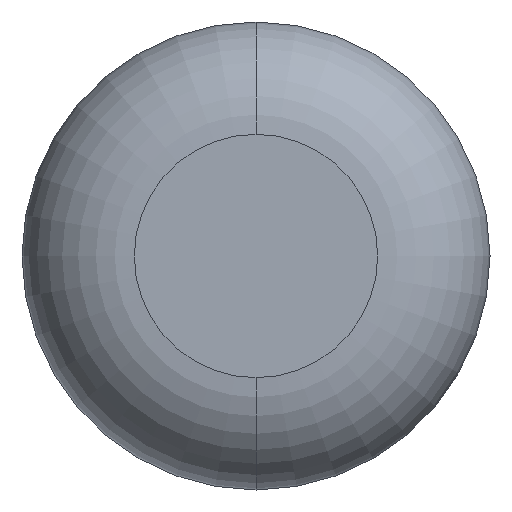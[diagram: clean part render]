
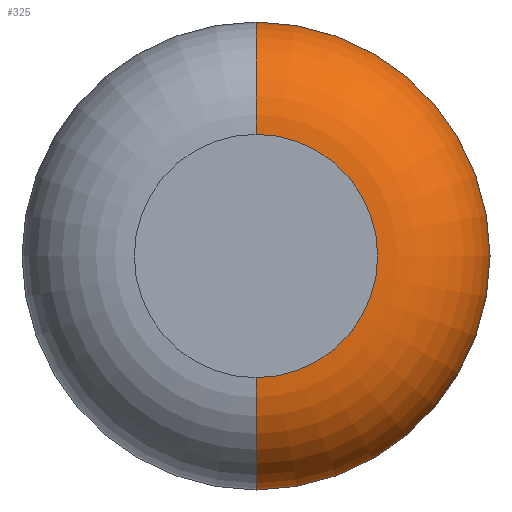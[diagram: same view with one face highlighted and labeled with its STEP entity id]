
A CAD part, front view. The second image highlights one B-rep face of the part: STEP entity #325.
In plain terms, the highlighted toroidal (fillet/blend) face has major radius 2.477 mm and minor radius 2.286 mm.
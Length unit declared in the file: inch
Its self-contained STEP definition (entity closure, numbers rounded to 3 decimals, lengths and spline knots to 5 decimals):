
#8 = AXIS2_PLACEMENT_3D ( 'NONE', #22, #177, #299 ) ;
#19 = DIRECTION ( 'NONE',  ( -1., 0., 0. ) ) ;
#21 = CARTESIAN_POINT ( 'NONE',  ( 0., 0.09, 0.1875 ) ) ;
#22 = CARTESIAN_POINT ( 'NONE',  ( 0., 0.09, 0.0975 ) ) ;
#28 = DIRECTION ( 'NONE',  ( 0., 0., -1. ) ) ;
#30 = AXIS2_PLACEMENT_3D ( 'NONE', #163, #19, #262 ) ;
#32 = ORIENTED_EDGE ( 'NONE', *, *, #329, .F. ) ;
#46 = CIRCLE ( 'NONE', #268, 0.1875 ) ;
#54 = EDGE_CURVE ( 'NONE', #179, #270, #46, .T. ) ;
#95 = DIRECTION ( 'NONE',  ( 0., 0., -1. ) ) ;
#104 = CARTESIAN_POINT ( 'NONE',  ( 0., 0., 0. ) ) ;
#109 = DIRECTION ( 'NONE',  ( 0., -1., 0. ) ) ;
#123 = CARTESIAN_POINT ( 'NONE',  ( 0., 0.09, 0. ) ) ;
#130 = DIRECTION ( 'NONE',  ( 0., -1., 0. ) ) ;
#140 = CARTESIAN_POINT ( 'NONE',  ( 0., 0.09, -0.1875 ) ) ;
#142 = CIRCLE ( 'NONE', #8, 0.09 ) ;
#144 = CARTESIAN_POINT ( 'NONE',  ( 0., 0.09, 0. ) ) ;
#151 = ORIENTED_EDGE ( 'NONE', *, *, #54, .T. ) ;
#163 = CARTESIAN_POINT ( 'NONE',  ( 0., 0.09, -0.0975 ) ) ;
#177 = DIRECTION ( 'NONE',  ( 1., 0., 0. ) ) ;
#179 = VERTEX_POINT ( 'NONE', #140 ) ;
#182 = VERTEX_POINT ( 'NONE', #203 ) ;
#195 = DIRECTION ( 'NONE',  ( 0., 0., -1. ) ) ;
#196 = AXIS2_PLACEMENT_3D ( 'NONE', #104, #130, #195 ) ;
#203 = CARTESIAN_POINT ( 'NONE',  ( 0., 0., -0.0975 ) ) ;
#206 = VERTEX_POINT ( 'NONE', #320 ) ;
#234 = ORIENTED_EDGE ( 'NONE', *, *, #263, .T. ) ;
#240 = FACE_OUTER_BOUND ( 'NONE', #306, .T. ) ;
#242 = EDGE_CURVE ( 'NONE', #179, #182, #381, .T. ) ;
#262 = DIRECTION ( 'NONE',  ( 0., 0., 1. ) ) ;
#263 = EDGE_CURVE ( 'NONE', #270, #206, #142, .T. ) ;
#266 = TOROIDAL_SURFACE ( 'NONE', #316, 0.0975, 0.09 ) ;
#268 = AXIS2_PLACEMENT_3D ( 'NONE', #123, #372, #95 ) ;
#270 = VERTEX_POINT ( 'NONE', #21 ) ;
#299 = DIRECTION ( 'NONE',  ( 0., 0., -1. ) ) ;
#306 = EDGE_LOOP ( 'NONE', ( #151, #234, #32, #331 ) ) ;
#316 = AXIS2_PLACEMENT_3D ( 'NONE', #144, #109, #28 ) ;
#320 = CARTESIAN_POINT ( 'NONE',  ( 0., 0., 0.0975 ) ) ;
#325 = ADVANCED_FACE ( 'NONE', ( #240 ), #266, .T. ) ;
#329 = EDGE_CURVE ( 'NONE', #182, #206, #369, .T. ) ;
#331 = ORIENTED_EDGE ( 'NONE', *, *, #242, .F. ) ;
#369 = CIRCLE ( 'NONE', #196, 0.0975 ) ;
#372 = DIRECTION ( 'NONE',  ( 0., -1., 0. ) ) ;
#381 = CIRCLE ( 'NONE', #30, 0.09 ) ;
